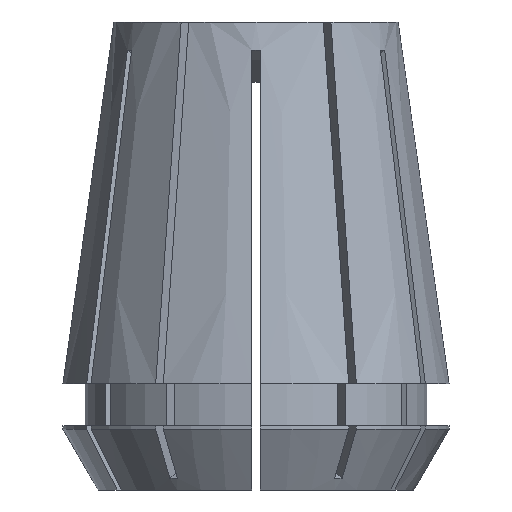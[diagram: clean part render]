
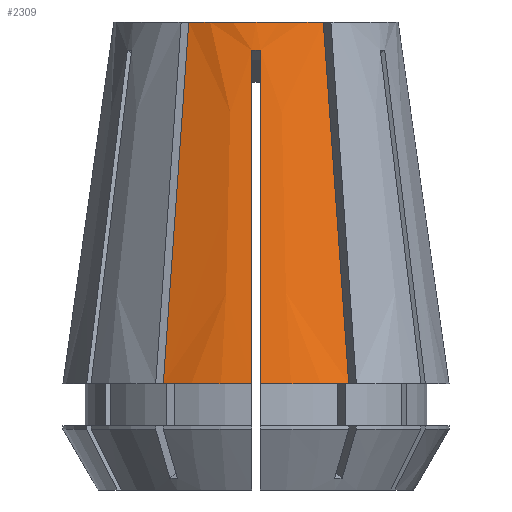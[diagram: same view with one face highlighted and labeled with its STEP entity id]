
A CAD part, front view. The second image highlights one B-rep face of the part: STEP entity #2309.
In plain terms, the highlighted conical face has half-angle 8 degrees and reference radius 16.5 mm.
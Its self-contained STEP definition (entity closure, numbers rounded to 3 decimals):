
#66 = ORIENTED_EDGE ( 'NONE', *, *, #1759, .T. ) ;
#117 = DIRECTION ( 'NONE',  ( -1., 0., 0. ) ) ;
#127 = CARTESIAN_POINT ( 'NONE',  ( -7.695, -14.077, -27.645 ) ) ;
#206 = CARTESIAN_POINT ( 'NONE',  ( 6.246, -11.569, -7.045 ) ) ;
#229 = CARTESIAN_POINT ( 'NONE',  ( -0.375, -16.496, -30.9 ) ) ;
#236 = VERTEX_POINT ( 'NONE', #1610 ) ;
#260 = CARTESIAN_POINT ( 'NONE',  ( -0.375, -12.49, -2.403 ) ) ;
#454 = DIRECTION ( 'NONE',  ( 0., 0., -1. ) ) ;
#707 = ORIENTED_EDGE ( 'NONE', *, *, #3429, .F. ) ;
#725 = CARTESIAN_POINT ( 'NONE',  ( 0., 0., -30.9 ) ) ;
#802 = AXIS2_PLACEMENT_3D ( 'NONE', #2564, #454, #117 ) ;
#852 = CARTESIAN_POINT ( 'NONE',  ( 6.742, -12.427, -14.091 ) ) ;
#858 = B_SPLINE_CURVE_WITH_KNOTS ( 'NONE', 3,
 ( #1594, #1809, #875, #2997 ),
 .UNSPECIFIED., .F., .F.,
 ( 4, 4 ),
 ( 0.024, 0.052 ),
 .UNSPECIFIED. ) ;
#865 = CARTESIAN_POINT ( 'NONE',  ( 0.125, -12.497, -2.399 ) ) ;
#875 = CARTESIAN_POINT ( 'NONE',  ( 0.375, -13.825, -11.902 ) ) ;
#886 = ORIENTED_EDGE ( 'NONE', *, *, #2210, .F. ) ;
#936 = CIRCLE ( 'NONE', #1143, 16.5 ) ;
#1011 = FACE_OUTER_BOUND ( 'NONE', #1161, .T. ) ;
#1019 = DIRECTION ( 'NONE',  ( 1., 0., 0. ) ) ;
#1058 = CARTESIAN_POINT ( 'NONE',  ( -6.246, -11.569, -7.045 ) ) ;
#1106 = CARTESIAN_POINT ( 'NONE',  ( -0.375, -16.496, -30.9 ) ) ;
#1118 = B_SPLINE_CURVE_WITH_KNOTS ( 'NONE', 3,
 ( #2347, #206, #852, #2965, #1144, #3265, #1459 ),
 .UNSPECIFIED., .F., .F.,
 ( 4, 3, 4 ),
 ( 0., 0.021, 0.031 ),
 .UNSPECIFIED. ) ;
#1143 = AXIS2_PLACEMENT_3D ( 'NONE', #1732, #1790, #2622 ) ;
#1144 = CARTESIAN_POINT ( 'NONE',  ( 7.466, -13.681, -24.391 ) ) ;
#1161 = EDGE_LOOP ( 'NONE', ( #2342, #707, #3120, #2024, #3538, #2050, #886, #66 ) ) ;
#1426 = CARTESIAN_POINT ( 'NONE',  ( -0.375, -13.825, -11.902 ) ) ;
#1459 = CARTESIAN_POINT ( 'NONE',  ( 7.923, -14.474, -30.9 ) ) ;
#1460 = CARTESIAN_POINT ( 'NONE',  ( -0.125, -12.497, -2.399 ) ) ;
#1594 = CARTESIAN_POINT ( 'NONE',  ( 0.375, -16.496, -30.9 ) ) ;
#1610 = CARTESIAN_POINT ( 'NONE',  ( -7.923, -14.474, -30.9 ) ) ;
#1628 = VERTEX_POINT ( 'NONE', #1862 ) ;
#1689 = CARTESIAN_POINT ( 'NONE',  ( -6.742, -12.427, -14.091 ) ) ;
#1732 = CARTESIAN_POINT ( 'NONE',  ( 0., 0., -30.9 ) ) ;
#1750 = B_SPLINE_CURVE_WITH_KNOTS ( 'NONE', 3,
 ( #2054, #1460, #865, #2983 ),
 .UNSPECIFIED., .F., .F.,
 ( 4, 4 ),
 ( 0., 0.001 ),
 .UNSPECIFIED. ) ;
#1759 = EDGE_CURVE ( 'NONE', #1628, #1926, #936, .T. ) ;
#1766 = AXIS2_PLACEMENT_3D ( 'NONE', #3660, #1860, #3973 ) ;
#1790 = DIRECTION ( 'NONE',  ( 0., 0., 1. ) ) ;
#1809 = CARTESIAN_POINT ( 'NONE',  ( 0.375, -15.161, -21.401 ) ) ;
#1822 = CARTESIAN_POINT ( 'NONE',  ( 0.375, -12.49, -2.403 ) ) ;
#1860 = DIRECTION ( 'NONE',  ( 0., 0., 1. ) ) ;
#1862 = CARTESIAN_POINT ( 'NONE',  ( 0.375, -16.496, -30.9 ) ) ;
#1926 = VERTEX_POINT ( 'NONE', #3532 ) ;
#1978 = CARTESIAN_POINT ( 'NONE',  ( -7.466, -13.681, -24.391 ) ) ;
#2024 = ORIENTED_EDGE ( 'NONE', *, *, #2674, .T. ) ;
#2050 = ORIENTED_EDGE ( 'NONE', *, *, #3249, .T. ) ;
#2054 = CARTESIAN_POINT ( 'NONE',  ( -0.375, -12.49, -2.403 ) ) ;
#2162 = VERTEX_POINT ( 'NONE', #2378 ) ;
#2164 = VERTEX_POINT ( 'NONE', #1822 ) ;
#2210 = EDGE_CURVE ( 'NONE', #1628, #2164, #858, .T. ) ;
#2267 = CARTESIAN_POINT ( 'NONE',  ( -7.923, -14.474, -30.9 ) ) ;
#2309 = ADVANCED_FACE ( 'NONE', ( #1011 ), #3240, .T. ) ;
#2342 = ORIENTED_EDGE ( 'NONE', *, *, #3110, .F. ) ;
#2347 = CARTESIAN_POINT ( 'NONE',  ( 5.751, -10.711, 0. ) ) ;
#2378 = CARTESIAN_POINT ( 'NONE',  ( 5.751, -10.711, 0. ) ) ;
#2564 = CARTESIAN_POINT ( 'NONE',  ( 0., 0., -30.9 ) ) ;
#2610 = CARTESIAN_POINT ( 'NONE',  ( -0.375, -15.161, -21.401 ) ) ;
#2622 = DIRECTION ( 'NONE',  ( 1., 0., 0. ) ) ;
#2674 = EDGE_CURVE ( 'NONE', #236, #3800, #3908, .T. ) ;
#2838 = DIRECTION ( 'NONE',  ( 0., 0., 1. ) ) ;
#2950 = AXIS2_PLACEMENT_3D ( 'NONE', #725, #2838, #1019 ) ;
#2952 = B_SPLINE_CURVE_WITH_KNOTS ( 'NONE', 3,
 ( #1106, #2610, #1426, #3529 ),
 .UNSPECIFIED., .F., .F.,
 ( 4, 4 ),
 ( 0.024, 0.052 ),
 .UNSPECIFIED. ) ;
#2963 = EDGE_CURVE ( 'NONE', #3062, #236, #3521, .T. ) ;
#2965 = CARTESIAN_POINT ( 'NONE',  ( 7.237, -13.285, -21.136 ) ) ;
#2983 = CARTESIAN_POINT ( 'NONE',  ( 0.375, -12.49, -2.403 ) ) ;
#2997 = CARTESIAN_POINT ( 'NONE',  ( 0.375, -12.49, -2.403 ) ) ;
#3062 = VERTEX_POINT ( 'NONE', #3813 ) ;
#3110 = EDGE_CURVE ( 'NONE', #2162, #1926, #1118, .T. ) ;
#3120 = ORIENTED_EDGE ( 'NONE', *, *, #2963, .T. ) ;
#3181 = CARTESIAN_POINT ( 'NONE',  ( -5.751, -10.711, 0. ) ) ;
#3210 = VERTEX_POINT ( 'NONE', #260 ) ;
#3240 = CONICAL_SURFACE ( 'NONE', #802, 16.5, 0.14 ) ;
#3249 = EDGE_CURVE ( 'NONE', #3210, #2164, #1750, .T. ) ;
#3265 = CARTESIAN_POINT ( 'NONE',  ( 7.695, -14.077, -27.645 ) ) ;
#3429 = EDGE_CURVE ( 'NONE', #3062, #2162, #3615, .T. ) ;
#3521 = B_SPLINE_CURVE_WITH_KNOTS ( 'NONE', 3,
 ( #3181, #1058, #1689, #3788, #1978, #127, #2267 ),
 .UNSPECIFIED., .F., .F.,
 ( 4, 3, 4 ),
 ( 0., 0.021, 0.031 ),
 .UNSPECIFIED. ) ;
#3529 = CARTESIAN_POINT ( 'NONE',  ( -0.375, -12.49, -2.403 ) ) ;
#3532 = CARTESIAN_POINT ( 'NONE',  ( 7.923, -14.474, -30.9 ) ) ;
#3538 = ORIENTED_EDGE ( 'NONE', *, *, #3721, .T. ) ;
#3615 = CIRCLE ( 'NONE', #1766, 12.158 ) ;
#3660 = CARTESIAN_POINT ( 'NONE',  ( 0., 0., 0. ) ) ;
#3721 = EDGE_CURVE ( 'NONE', #3800, #3210, #2952, .T. ) ;
#3788 = CARTESIAN_POINT ( 'NONE',  ( -7.237, -13.285, -21.136 ) ) ;
#3800 = VERTEX_POINT ( 'NONE', #229 ) ;
#3813 = CARTESIAN_POINT ( 'NONE',  ( -5.751, -10.711, 0. ) ) ;
#3908 = CIRCLE ( 'NONE', #2950, 16.5 ) ;
#3973 = DIRECTION ( 'NONE',  ( 1., 0., 0. ) ) ;
